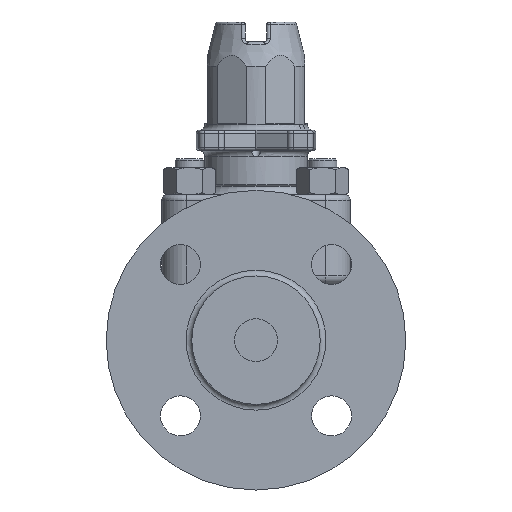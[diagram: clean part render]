
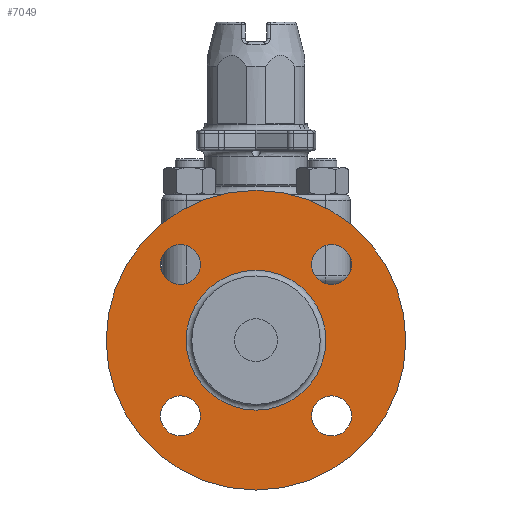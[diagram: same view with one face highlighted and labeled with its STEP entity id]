
A CAD part, left-side view. The second image highlights one B-rep face of the part: STEP entity #7049.
In plain terms, the highlighted planar face has unit normal (-1, 0, 0).
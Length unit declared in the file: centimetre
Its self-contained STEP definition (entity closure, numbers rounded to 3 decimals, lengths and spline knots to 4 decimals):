
#1213=PLANE('',#7817);
#1424=FACE_BOUND('',#2326,.T.);
#1425=FACE_BOUND('',#2327,.T.);
#1426=FACE_BOUND('',#2328,.T.);
#1427=FACE_BOUND('',#2329,.T.);
#1428=FACE_BOUND('',#2330,.T.);
#1785=FACE_OUTER_BOUND('',#2325,.T.);
#2325=EDGE_LOOP('',(#5826));
#2326=EDGE_LOOP('',(#5827));
#2327=EDGE_LOOP('',(#5828));
#2328=EDGE_LOOP('',(#5829));
#2329=EDGE_LOOP('',(#5830));
#2330=EDGE_LOOP('',(#5831));
#2856=CIRCLE('',#7816,2.45);
#2857=CIRCLE('',#7818,5.25);
#2858=CIRCLE('',#7819,0.7);
#2859=CIRCLE('',#7820,0.7);
#2860=CIRCLE('',#7821,0.7);
#2861=CIRCLE('',#7822,0.7);
#3342=VERTEX_POINT('',#12441);
#3343=VERTEX_POINT('',#12444);
#3344=VERTEX_POINT('',#12446);
#3345=VERTEX_POINT('',#12448);
#3346=VERTEX_POINT('',#12450);
#3347=VERTEX_POINT('',#12452);
#4217=EDGE_CURVE('',#3342,#3342,#2856,.T.);
#4218=EDGE_CURVE('',#3343,#3343,#2857,.T.);
#4219=EDGE_CURVE('',#3344,#3344,#2858,.T.);
#4220=EDGE_CURVE('',#3345,#3345,#2859,.T.);
#4221=EDGE_CURVE('',#3346,#3346,#2860,.T.);
#4222=EDGE_CURVE('',#3347,#3347,#2861,.T.);
#5826=ORIENTED_EDGE('',*,*,#4218,.F.);
#5827=ORIENTED_EDGE('',*,*,#4219,.T.);
#5828=ORIENTED_EDGE('',*,*,#4220,.T.);
#5829=ORIENTED_EDGE('',*,*,#4221,.T.);
#5830=ORIENTED_EDGE('',*,*,#4222,.T.);
#5831=ORIENTED_EDGE('',*,*,#4217,.F.);
#7049=ADVANCED_FACE('',(#1785,#1424,#1425,#1426,#1427,#1428),#1213,.F.);
#7816=AXIS2_PLACEMENT_3D('',#12442,#9488,#9489);
#7817=AXIS2_PLACEMENT_3D('',#12443,#9490,#9491);
#7818=AXIS2_PLACEMENT_3D('',#12445,#9492,#9493);
#7819=AXIS2_PLACEMENT_3D('',#12447,#9494,#9495);
#7820=AXIS2_PLACEMENT_3D('',#12449,#9496,#9497);
#7821=AXIS2_PLACEMENT_3D('',#12451,#9498,#9499);
#7822=AXIS2_PLACEMENT_3D('',#12453,#9500,#9501);
#9488=DIRECTION('center_axis',(-1.,0.,0.));
#9489=DIRECTION('ref_axis',(0.,0.,1.));
#9490=DIRECTION('center_axis',(1.,0.,0.));
#9491=DIRECTION('ref_axis',(0.,0.,-1.));
#9492=DIRECTION('center_axis',(1.,0.,0.));
#9493=DIRECTION('ref_axis',(0.,0.,1.));
#9494=DIRECTION('center_axis',(1.,0.,0.));
#9495=DIRECTION('ref_axis',(0.,0.,1.));
#9496=DIRECTION('center_axis',(1.,0.,0.));
#9497=DIRECTION('ref_axis',(0.,-1.,0.));
#9498=DIRECTION('center_axis',(1.,0.,0.));
#9499=DIRECTION('ref_axis',(0.,0.,-1.));
#9500=DIRECTION('center_axis',(1.,0.,0.));
#9501=DIRECTION('ref_axis',(0.,1.,0.));
#12441=CARTESIAN_POINT('',(-8.5878,-0.5269,-2.45));
#12442=CARTESIAN_POINT('Origin',(-8.5878,-0.5269,0.));
#12443=CARTESIAN_POINT('Origin',(-8.5878,-0.5269,0.));
#12444=CARTESIAN_POINT('',(-8.5878,-0.5269,-5.25));
#12445=CARTESIAN_POINT('Origin',(-8.5878,-0.5269,0.));
#12446=CARTESIAN_POINT('',(-8.5878,2.1248,1.9517));
#12447=CARTESIAN_POINT('Origin',(-8.5878,2.1248,2.6517));
#12448=CARTESIAN_POINT('',(-8.5878,-2.4785,2.6517));
#12449=CARTESIAN_POINT('Origin',(-8.5878,-3.1785,2.6517));
#12450=CARTESIAN_POINT('',(-8.5878,-3.1785,-1.9517));
#12451=CARTESIAN_POINT('Origin',(-8.5878,-3.1785,-2.6517));
#12452=CARTESIAN_POINT('',(-8.5878,1.4248,-2.6517));
#12453=CARTESIAN_POINT('Origin',(-8.5878,2.1248,-2.6517));
